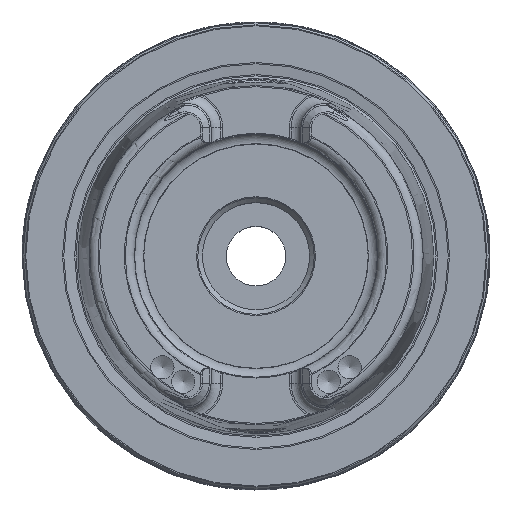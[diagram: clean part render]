
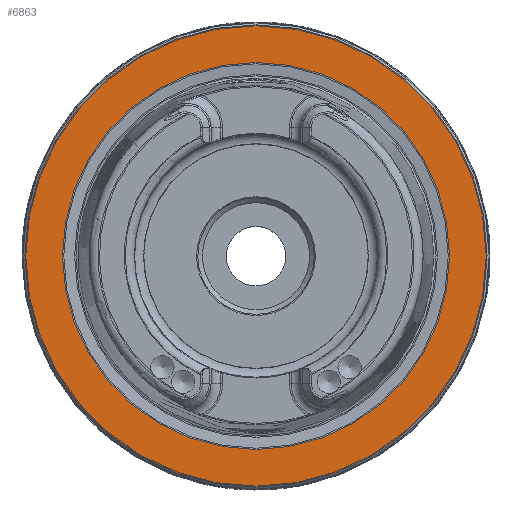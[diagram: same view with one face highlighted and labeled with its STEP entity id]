
A CAD part, top view. The second image highlights one B-rep face of the part: STEP entity #6863.
In plain terms, the highlighted planar face has unit normal (0, 0, 1).
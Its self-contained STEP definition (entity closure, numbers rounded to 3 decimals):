
#1625=ORIENTED_EDGE('',*,*,#2539,.T.);
#1626=ORIENTED_EDGE('',*,*,#2538,.F.);
#2538=EDGE_CURVE('',#3063,#3063,#3360,.T.);
#2539=EDGE_CURVE('',#3064,#3064,#3361,.T.);
#3063=VERTEX_POINT('',#10812);
#3064=VERTEX_POINT('',#10815);
#3360=CIRCLE('',#7394,33.201);
#3361=CIRCLE('',#7396,39.65);
#3720=EDGE_LOOP('',(#1625));
#3721=EDGE_LOOP('',(#1626));
#4190=FACE_BOUND('',#3720,.T.);
#4191=FACE_BOUND('',#3721,.T.);
#4428=PLANE('',#7395);
#6863=ADVANCED_FACE('',(#4190,#4191),#4428,.T.);
#7394=AXIS2_PLACEMENT_3D('',#10811,#8528,#8529);
#7395=AXIS2_PLACEMENT_3D('',#10813,#8530,#8531);
#7396=AXIS2_PLACEMENT_3D('',#10814,#8532,#8533);
#8528=DIRECTION('',(0.,0.,1.));
#8529=DIRECTION('',(1.,0.,0.));
#8530=DIRECTION('',(0.,0.,1.));
#8531=DIRECTION('',(1.,0.,0.));
#8532=DIRECTION('',(0.,0.,1.));
#8533=DIRECTION('',(1.,0.,0.));
#10811=CARTESIAN_POINT('',(0.,0.,0.2));
#10812=CARTESIAN_POINT('',(33.201,0.,0.2));
#10813=CARTESIAN_POINT('',(33.201,0.,0.2));
#10814=CARTESIAN_POINT('',(0.,0.,0.2));
#10815=CARTESIAN_POINT('',(39.65,0.,0.2));
